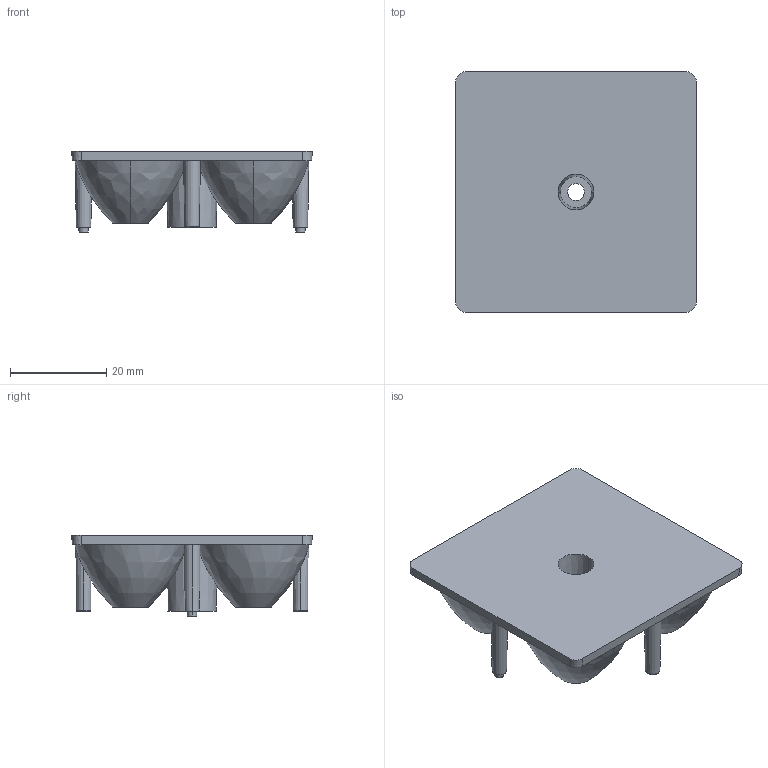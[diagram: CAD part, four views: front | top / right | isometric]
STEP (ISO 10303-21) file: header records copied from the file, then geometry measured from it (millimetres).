
FILE_DESCRIPTION (( 'STEP AP203' ), '1' );
FILE_NAME ('QCD5050-0415-T7-KH.stp', '2022-10-28T07:38:44', ( 'Windows 蚚誧' ), ( '' ), 'SwSTEP 2.0', 'SolidWorks 2019', '' );
FILE_SCHEMA (( 'CONFIG_CONTROL_DESIGN' ));
Length unit declared in the file: millimetre
Products named in the file (1): QCD5050-0415-T7-KH
Bounding box: 49.9 x 49.9 x 17 mm (x, y, z)
Volume: 18445.2 mm3; surface area: 8403.1 mm2
Topology: 1 solids, 1 shells, 188 faces, 497 edges, 334 vertices
Faces by surface type: plane 138, cone 28, bspline 16, cylinder 6
Entity records: 6302 total; most frequent: CARTESIAN_POINT 1592, ORIENTED_EDGE 994, DIRECTION 903, EDGE_CURVE 497, VECTOR 373, LINE 373, VERTEX_POINT 334, AXIS2_PLACEMENT_3D 265
